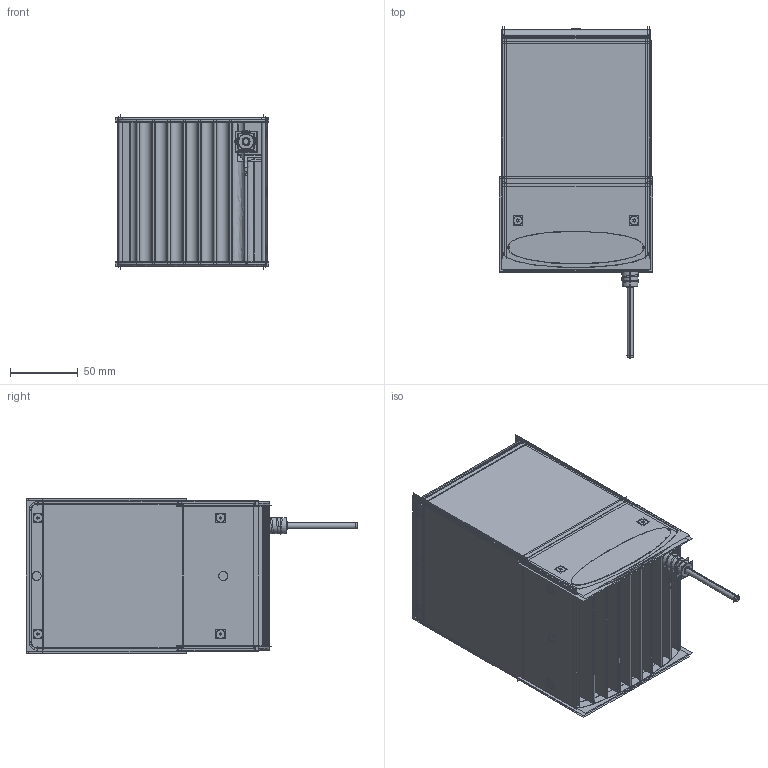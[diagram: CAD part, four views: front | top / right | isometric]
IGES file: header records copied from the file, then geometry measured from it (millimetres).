
Start section:  PTC IGES file: 193060.igs
Global section: file name: 193060.igs; native system: Creo Parametric by Parametric Technology Corporation; preprocessor: 2013230; author: pdmadmin; organization: Unknown; date: 20160311.062155; units: millimetre
Bounding box: 113.62 x 245.34 x 114.24 mm (x, y, z)
Volume: 471153.1 mm3; surface area: 1581163.5 mm2
Topology: 36 solids, 60 shells, 1938 faces, 9910 edges, 12634 vertices
Faces by surface type: revolution 1056, bspline 882
